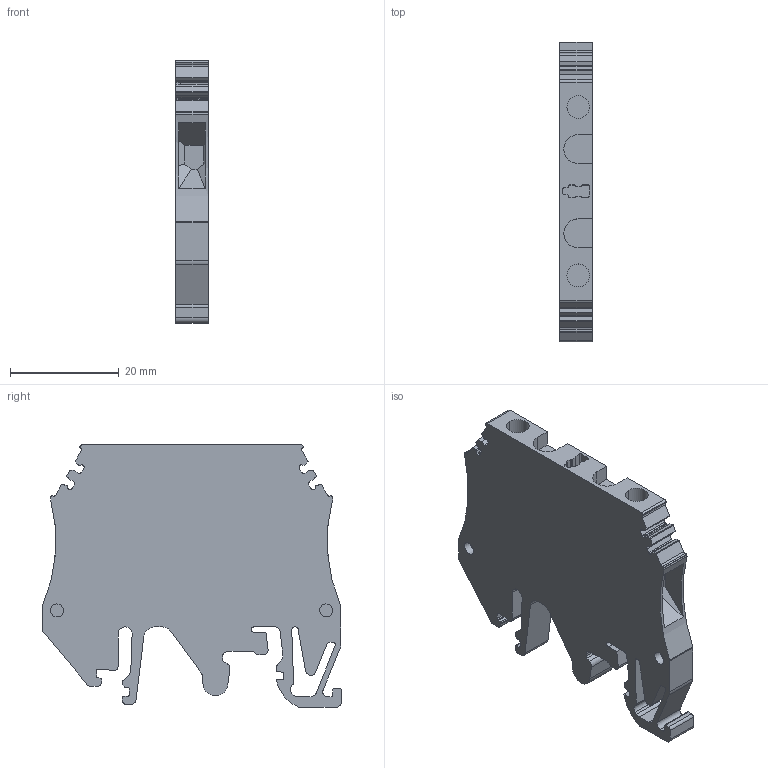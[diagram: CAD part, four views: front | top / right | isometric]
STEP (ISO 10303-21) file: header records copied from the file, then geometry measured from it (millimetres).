
FILE_DESCRIPTION(('CATIA V5R20 STEP214'),'2;1');
FILE_NAME ('402353_1', '2014-07-04T09:48:33+00:00', ('Weidmueller Interface'), ('Weidmueller'), 'CATIA Version 5 Release 20 SP 5 (IN-10)', 'CATIA V5 STEP AP214', 'none');
FILE_SCHEMA(('AUTOMOTIVE_DESIGN { 1 0 10303 214 1 1 1 1 }'));
Length unit declared in the file: millimetre
Products named in the file (1): WTL_4-2_STB_S3D
Bounding box: 6 x 55.16 x 48.36 mm (x, y, z)
Volume: 11323.4 mm3; surface area: 6552.7 mm2
Topology: 1 solids, 1 shells, 334 faces, 965 edges, 642 vertices
Faces by surface type: plane 159, cylinder 139, extrusion 36
Entity records: 11047 total; most frequent: CARTESIAN_POINT 2560, ORIENTED_EDGE 1930, DIRECTION 1429, EDGE_CURVE 965, VECTOR 643, VERTEX_POINT 642, LINE 607, AXIS2_PLACEMENT_3D 519
